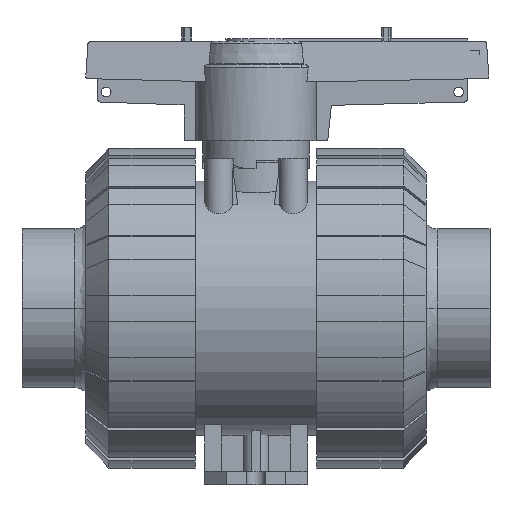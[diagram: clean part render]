
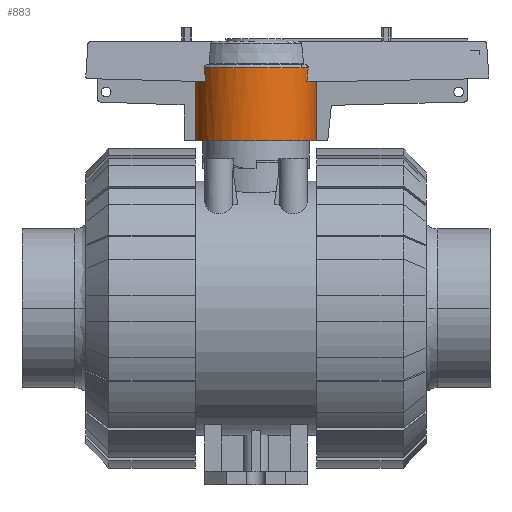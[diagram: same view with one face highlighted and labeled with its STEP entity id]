
A CAD part, front view. The second image highlights one B-rep face of the part: STEP entity #883.
In plain terms, the highlighted cylindrical face has radius 34.5 mm (diameter 69 mm), a partial arc.
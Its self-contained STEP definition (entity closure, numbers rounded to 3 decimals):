
#883=ADVANCED_FACE('',(#2022),#2023,.T.);
#2022=FACE_OUTER_BOUND('',#3487,.T.);
#2023=CYLINDRICAL_SURFACE('',#3488,34.5);
#3487=EDGE_LOOP('',(#6583,#6584,#6585,#6586,#6587,#6588,#6589,#6590,#6591,#6592,#6593,#6594));
#3488=AXIS2_PLACEMENT_3D('',#6595,#6596,#6597);
#6583=ORIENTED_EDGE('',*,*,#10192,.T.);
#6584=ORIENTED_EDGE('',*,*,#10388,.F.);
#6585=ORIENTED_EDGE('',*,*,#10347,.T.);
#6586=ORIENTED_EDGE('',*,*,#10169,.T.);
#6587=ORIENTED_EDGE('',*,*,#10346,.T.);
#6588=ORIENTED_EDGE('',*,*,#10352,.F.);
#6589=ORIENTED_EDGE('',*,*,#10185,.T.);
#6590=ORIENTED_EDGE('',*,*,#10304,.T.);
#6591=ORIENTED_EDGE('',*,*,#10325,.T.);
#6592=ORIENTED_EDGE('',*,*,#10355,.F.);
#6593=ORIENTED_EDGE('',*,*,#10204,.T.);
#6594=ORIENTED_EDGE('',*,*,#10196,.T.);
#6595=CARTESIAN_POINT('',(0.0,0.0,215.701));
#6596=DIRECTION('',(0.0,0.0,1.0));
#6597=DIRECTION('',(1.0,0.0,0.0));
#10169=EDGE_CURVE('',#12146,#12144,#12147,.T.);
#10185=EDGE_CURVE('',#12173,#12171,#12174,.T.);
#10192=EDGE_CURVE('',#12185,#12183,#12186,.T.);
#10196=EDGE_CURVE('',#12191,#12185,#12192,.T.);
#10204=EDGE_CURVE('',#12205,#12191,#12206,.T.);
#10304=EDGE_CURVE('',#12171,#12348,#12349,.T.);
#10325=EDGE_CURVE('',#12348,#12378,#12379,.T.);
#10346=EDGE_CURVE('',#12144,#12407,#12409,.T.);
#10347=EDGE_CURVE('',#12410,#12146,#12411,.T.);
#10352=EDGE_CURVE('',#12173,#12407,#12418,.T.);
#10355=EDGE_CURVE('',#12205,#12378,#12421,.T.);
#10388=EDGE_CURVE('',#12410,#12183,#12454,.T.);
#12144=VERTEX_POINT('',#15021);
#12146=VERTEX_POINT('',#15024);
#12147=CIRCLE('',#15025,34.5);
#12171=VERTEX_POINT('',#15123);
#12173=VERTEX_POINT('',#15126);
#12174=LINE('',#15127,#15128);
#12183=VERTEX_POINT('',#15180);
#12185=VERTEX_POINT('',#15198);
#12186=LINE('',#15199,#15200);
#12191=VERTEX_POINT('',#15207);
#12192=ELLIPSE('',#15208,34.511,34.5);
#12205=VERTEX_POINT('',#15226);
#12206=ELLIPSE('',#15227,247.893,34.5);
#12348=VERTEX_POINT('',#15585);
#12349=ELLIPSE('',#15586,34.506,34.5);
#12378=VERTEX_POINT('',#15683);
#12379=ELLIPSE('',#15684,247.893,34.5);
#12407=VERTEX_POINT('',#15796);
#12409=LINE('',#15814,#15815);
#12410=VERTEX_POINT('',#15816);
#12411=LINE('',#15817,#15818);
#12418=CIRCLE('',#15859,34.5);
#12421=CIRCLE('',#15862,34.5);
#12454=CIRCLE('',#15895,34.5);
#15021=CARTESIAN_POINT('',(34.098,-5.25,195.0));
#15024=CARTESIAN_POINT('',(-34.098,-5.25,195.0));
#15025=AXIS2_PLACEMENT_3D('',#20715,#20716,#20717);
#15123=CARTESIAN_POINT('',(33.251,-9.2,228.473));
#15126=CARTESIAN_POINT('',(33.251,-9.2,236.402));
#15127=CARTESIAN_POINT('',(33.251,-9.2,232.125));
#15128=VECTOR('',#20725,1.0);
#15180=CARTESIAN_POINT('',(-33.251,-9.2,236.402));
#15198=CARTESIAN_POINT('',(-33.251,-9.2,228.693));
#15199=CARTESIAN_POINT('',(-33.251,-9.2,232.125));
#15200=VECTOR('',#20726,1.0);
#15207=CARTESIAN_POINT('',(-28.557,-19.358,228.574));
#15208=AXIS2_PLACEMENT_3D('',#20729,#20730,#20731);
#15226=CARTESIAN_POINT('',(-29.307,-18.203,236.402));
#15227=AXIS2_PLACEMENT_3D('',#20740,#20741,#20742);
#15585=CARTESIAN_POINT('',(28.856,-18.91,228.39));
#15586=AXIS2_PLACEMENT_3D('',#20844,#20845,#20846);
#15683=CARTESIAN_POINT('',(29.596,-17.73,236.402));
#15684=AXIS2_PLACEMENT_3D('',#20866,#20867,#20868);
#15796=CARTESIAN_POINT('',(34.098,-5.25,236.402));
#15814=CARTESIAN_POINT('',(34.098,-5.25,215.701));
#15815=VECTOR('',#20880,1.0);
#15816=CARTESIAN_POINT('',(-34.098,-5.25,236.402));
#15817=CARTESIAN_POINT('',(-34.098,-5.25,215.701));
#15818=VECTOR('',#20881,1.0);
#15859=AXIS2_PLACEMENT_3D('',#20882,#20883,#20884);
#15862=AXIS2_PLACEMENT_3D('',#20888,#20889,#20890);
#15895=AXIS2_PLACEMENT_3D('',#20936,#20937,#20938);
#20715=CARTESIAN_POINT('',(0.0,0.0,195.0));
#20716=DIRECTION('',(0.0,0.0,1.0));
#20717=DIRECTION('',(1.0,0.0,0.0));
#20725=DIRECTION('',(-0.0,-0.0,-1.0));
#20726=DIRECTION('',(0.0,0.0,1.0));
#20729=CARTESIAN_POINT('',(0.0,0.0,227.849));
#20730=DIRECTION('',(-0.025,-0.0,-1.));
#20731=DIRECTION('',(1.,0.0,-0.025));
#20740=CARTESIAN_POINT('',(0.0,0.0,380.154));
#20741=DIRECTION('',(-0.069,-0.988,0.139));
#20742=DIRECTION('',(0.01,0.139,0.99));
#20844=CARTESIAN_POINT('',(0.0,0.0,227.846));
#20845=DIRECTION('',(0.019,0.0,-1.));
#20846=DIRECTION('',(1.,0.0,0.019));
#20866=CARTESIAN_POINT('',(0.0,0.0,376.937));
#20867=DIRECTION('',(0.069,-0.988,0.139));
#20868=DIRECTION('',(0.01,-0.139,-0.99));
#20880=DIRECTION('',(0.0,0.0,1.0));
#20881=DIRECTION('',(-0.0,-0.0,-1.0));
#20882=CARTESIAN_POINT('',(0.0,0.0,236.402));
#20883=DIRECTION('',(0.0,0.0,1.0));
#20884=DIRECTION('',(1.0,0.0,0.0));
#20888=CARTESIAN_POINT('',(0.0,0.0,236.402));
#20889=DIRECTION('',(0.0,0.0,1.0));
#20890=DIRECTION('',(1.0,0.0,0.0));
#20936=CARTESIAN_POINT('',(0.0,0.0,236.402));
#20937=DIRECTION('',(0.0,0.0,1.0));
#20938=DIRECTION('',(1.0,0.0,0.0));
